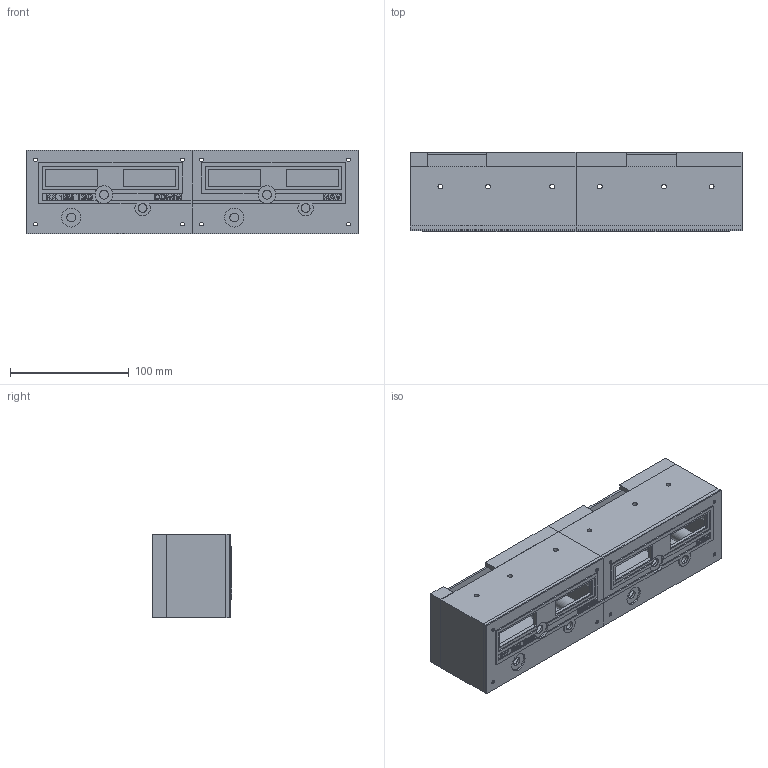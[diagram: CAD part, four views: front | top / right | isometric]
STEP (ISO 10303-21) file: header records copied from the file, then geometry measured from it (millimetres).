
FILE_DESCRIPTION(/* description */ ('STEP AP242','CAx-IF Rec.Pracs.---Representation and Presentation of Product Manufacturing Information (PMI)---4.0---2014-10-13','CAx-IF Rec.Pracs.---3D Tessellated Geometry---0.4---2014-09-14','2;1'),/* implementation_level */ '2;1');
FILE_NAME(/* name */ '6714dcf9a0b67d6553d4ed6a',/* time_stamp */ '2024-10-20T10:35:38Z',/* author */ (''),/* organization */ (''),/* preprocessor_version */ 'ST-DEVELOPER v20',/* originating_system */ ' ',/* authorisation */ ' ');
FILE_SCHEMA (('AP242_MANAGED_MODEL_BASED_3D_ENGINEERING_MIM_LF { 1 0 10303 442 1 1 4 }'));
Length unit declared in the file: metre
Products named in the file (8): case; case_front; Part 7; Part 8
Bounding box: 279 x 67 x 70 mm (x, y, z)
Volume: 341336.5 mm3; surface area: 226503.7 mm2
Topology: 8 solids, 8 shells, 536 faces, 1418 edges, 950 vertices
Faces by surface type: plane 320, cylinder 140, bspline 76
Full cylindrical faces by diameter (mm): 2 x8, 3 x40, 4 x12, 5 x8, 7.4 x8, 10 x8, 15 x4, 16 x4
Entity records: 16709 total; most frequent: CARTESIAN_POINT 3624, ORIENTED_EDGE 2620, DIRECTION 2384, EDGE_CURVE 1310, VERTEX_POINT 934, LINE 868, VECTOR 868, EDGE_LOOP 812
